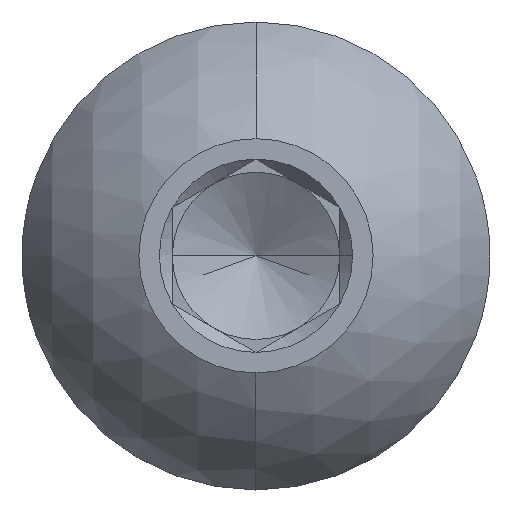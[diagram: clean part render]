
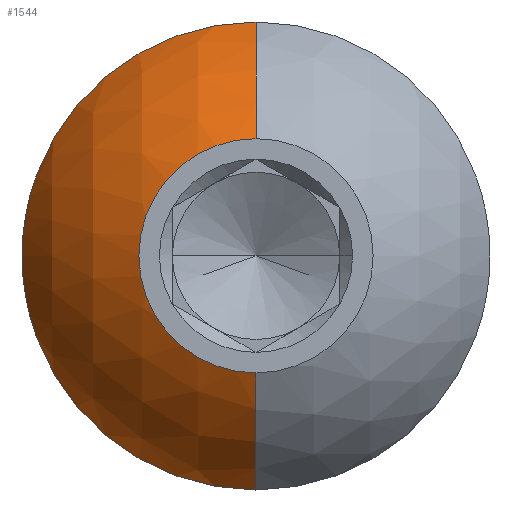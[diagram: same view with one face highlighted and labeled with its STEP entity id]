
A CAD part, top view. The second image highlights one B-rep face of the part: STEP entity #1544.
In plain terms, the highlighted spherical face has radius 6.1 mm.
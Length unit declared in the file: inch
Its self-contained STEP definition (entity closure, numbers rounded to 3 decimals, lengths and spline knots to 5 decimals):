
#4 = DIRECTION ( 'NONE',  ( 0., 1., 0. ) ) ;
#194 = CARTESIAN_POINT ( 'NONE',  ( 0., -0.10937, 0.2535 ) ) ;
#199 = CIRCLE ( 'NONE', #1635, 0.2185 ) ;
#282 = FACE_OUTER_BOUND ( 'NONE', #1299, .T. ) ;
#345 = CARTESIAN_POINT ( 'NONE',  ( 0., 0., 0.13936 ) ) ;
#351 = DIRECTION ( 'NONE',  ( 1., 0., 0. ) ) ;
#456 = CARTESIAN_POINT ( 'NONE',  ( 0., 0., 0.0397 ) ) ;
#507 = CIRCLE ( 'NONE', #703, 0.10937 ) ;
#624 = EDGE_CURVE ( 'NONE', #1922, #1844, #507, .T. ) ;
#647 = AXIS2_PLACEMENT_3D ( 'NONE', #1545, #2011, #1325 ) ;
#703 = AXIS2_PLACEMENT_3D ( 'NONE', #2876, #2612, #2643 ) ;
#863 = CARTESIAN_POINT ( 'NONE',  ( 0., -0.2185, 0.13936 ) ) ;
#927 = AXIS2_PLACEMENT_3D ( 'NONE', #1437, #1872, #2604 ) ;
#951 = ORIENTED_EDGE ( 'NONE', *, *, #1278, .T. ) ;
#971 = CARTESIAN_POINT ( 'NONE',  ( 0., 0.10937, 0.2535 ) ) ;
#975 = AXIS2_PLACEMENT_3D ( 'NONE', #1186, #1700, #4 ) ;
#1011 = ORIENTED_EDGE ( 'NONE', *, *, #624, .F. ) ;
#1186 = CARTESIAN_POINT ( 'NONE',  ( 0., 0., 0.0397 ) ) ;
#1226 = VERTEX_POINT ( 'NONE', #863 ) ;
#1278 = EDGE_CURVE ( 'NONE', #1226, #1844, #2167, .T. ) ;
#1299 = EDGE_LOOP ( 'NONE', ( #2860, #951, #1011, #2164, #2591 ) ) ;
#1325 = DIRECTION ( 'NONE',  ( 1., 0., 0. ) ) ;
#1329 = VERTEX_POINT ( 'NONE', #1657 ) ;
#1437 = CARTESIAN_POINT ( 'NONE',  ( 0., 0., 0.0397 ) ) ;
#1464 = DIRECTION ( 'NONE',  ( 0., 0., -1. ) ) ;
#1544 = ADVANCED_FACE ( 'NONE', ( #282 ), #2092, .T. ) ;
#1545 = CARTESIAN_POINT ( 'NONE',  ( 0., 0., 0.13936 ) ) ;
#1578 = EDGE_CURVE ( 'NONE', #1329, #1922, #2968, .T. ) ;
#1635 = AXIS2_PLACEMENT_3D ( 'NONE', #345, #2028, #351 ) ;
#1657 = CARTESIAN_POINT ( 'NONE',  ( 0., 0.2185, 0.13936 ) ) ;
#1700 = DIRECTION ( 'NONE',  ( -1., 0., 0. ) ) ;
#1844 = VERTEX_POINT ( 'NONE', #194 ) ;
#1872 = DIRECTION ( 'NONE',  ( -1., 0., 0. ) ) ;
#1922 = VERTEX_POINT ( 'NONE', #971 ) ;
#1985 = AXIS2_PLACEMENT_3D ( 'NONE', #456, #2615, #1464 ) ;
#2011 = DIRECTION ( 'NONE',  ( 0., 0., 1. ) ) ;
#2028 = DIRECTION ( 'NONE',  ( 0., 0., 1. ) ) ;
#2055 = VERTEX_POINT ( 'NONE', #2657 ) ;
#2092 = SPHERICAL_SURFACE ( 'NONE', #975, 0.24015 ) ;
#2164 = ORIENTED_EDGE ( 'NONE', *, *, #1578, .F. ) ;
#2167 = CIRCLE ( 'NONE', #927, 0.24015 ) ;
#2186 = EDGE_CURVE ( 'NONE', #1329, #2055, #199, .T. ) ;
#2591 = ORIENTED_EDGE ( 'NONE', *, *, #2186, .T. ) ;
#2604 = DIRECTION ( 'NONE',  ( 0., -1., 0. ) ) ;
#2612 = DIRECTION ( 'NONE',  ( 0., 0., 1. ) ) ;
#2615 = DIRECTION ( 'NONE',  ( 1., 0., 0. ) ) ;
#2643 = DIRECTION ( 'NONE',  ( 1., 0., 0. ) ) ;
#2657 = CARTESIAN_POINT ( 'NONE',  ( -0.2185, 0., 0.13936 ) ) ;
#2860 = ORIENTED_EDGE ( 'NONE', *, *, #2977, .T. ) ;
#2876 = CARTESIAN_POINT ( 'NONE',  ( 0., 0., 0.2535 ) ) ;
#2904 = CIRCLE ( 'NONE', #647, 0.2185 ) ;
#2968 = CIRCLE ( 'NONE', #1985, 0.24015 ) ;
#2977 = EDGE_CURVE ( 'NONE', #2055, #1226, #2904, .T. ) ;
